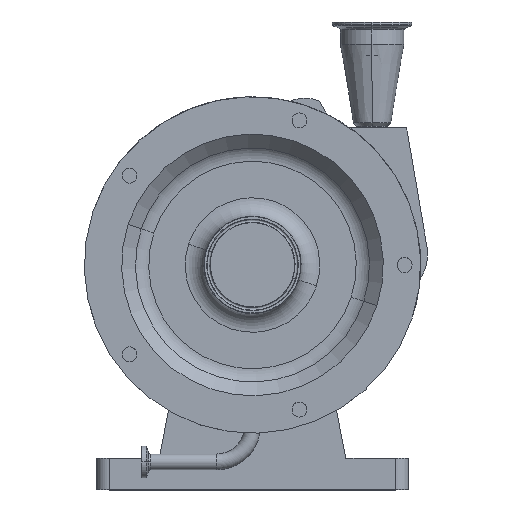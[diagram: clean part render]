
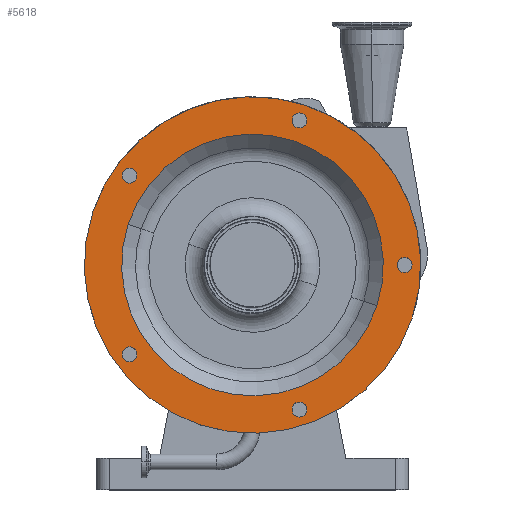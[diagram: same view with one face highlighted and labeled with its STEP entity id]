
A CAD part, top view. The second image highlights one B-rep face of the part: STEP entity #5618.
In plain terms, the highlighted planar face has unit normal (0, 0, 1).
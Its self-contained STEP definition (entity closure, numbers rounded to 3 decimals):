
#275 = CARTESIAN_POINT ( 'NONE',  ( 0., 0., 200. ) ) ;
#278 = AXIS2_PLACEMENT_3D ( 'NONE', #275, #298, #297 ) ;
#280 = CIRCLE ( 'NONE', #278, 135. ) ;
#297 = DIRECTION ( 'NONE',  ( 0.951, -0.309, 0. ) ) ;
#298 = DIRECTION ( 'NONE',  ( 0., 0., 1. ) ) ;
#921 = DIRECTION ( 'NONE',  ( 0., 0., 1. ) ) ;
#1286 = CARTESIAN_POINT ( 'NONE',  ( -98.7, 71.71, 200. ) ) ;
#1316 = CARTESIAN_POINT ( 'NONE',  ( -95.173, 76.564, 200. ) ) ;
#1334 = CARTESIAN_POINT ( 'NONE',  ( -102.227, -66.856, 200. ) ) ;
#1348 = DIRECTION ( 'NONE',  ( 0.588, 0.809, 0. ) ) ;
#1349 = DIRECTION ( 'NONE',  ( 0., 0., 1. ) ) ;
#1350 = AXIS2_PLACEMENT_3D ( 'NONE', #1286, #1349, #1348 ) ;
#1353 = CIRCLE ( 'NONE', #1350, 6. ) ;
#1356 = CARTESIAN_POINT ( 'NONE',  ( -102.227, 66.856, 200. ) ) ;
#1357 = CARTESIAN_POINT ( 'NONE',  ( 31.994, 117.883, 200. ) ) ;
#1415 = CARTESIAN_POINT ( 'NONE',  ( -99.861, 32.447, 200. ) ) ;
#1417 = DIRECTION ( 'NONE',  ( 0.951, -0.309, 0. ) ) ;
#1418 = DIRECTION ( 'NONE',  ( 0., 0., 1. ) ) ;
#1419 = CARTESIAN_POINT ( 'NONE',  ( 0., 0., 200. ) ) ;
#1422 = AXIS2_PLACEMENT_3D ( 'NONE', #1419, #1418, #1417 ) ;
#1423 = DIRECTION ( 'NONE',  ( 0.951, -0.309, 0. ) ) ;
#1424 = DIRECTION ( 'NONE',  ( 0., 0., 1. ) ) ;
#1425 = AXIS2_PLACEMENT_3D ( 'NONE', #1431, #1424, #1423 ) ;
#1426 = CIRCLE ( 'NONE', #1425, 6. ) ;
#1427 = CARTESIAN_POINT ( 'NONE',  ( 43.406, 114.175, 200. ) ) ;
#1431 = CARTESIAN_POINT ( 'NONE',  ( 37.7, 116.029, 200. ) ) ;
#1436 = CIRCLE ( 'NONE', #1422, 105. ) ;
#1437 = CARTESIAN_POINT ( 'NONE',  ( 99.861, -32.447, 200. ) ) ;
#1817 = DIRECTION ( 'NONE',  ( -0.588, 0.809, 0. ) ) ;
#1818 = DIRECTION ( 'NONE',  ( 0., 0., 1. ) ) ;
#1819 = AXIS2_PLACEMENT_3D ( 'NONE', #1822, #1818, #1817 ) ;
#1822 = CARTESIAN_POINT ( 'NONE',  ( -98.7, -71.71, 200. ) ) ;
#1828 = CIRCLE ( 'NONE', #1819, 6. ) ;
#1921 = CARTESIAN_POINT ( 'NONE',  ( -95.173, -76.564, 200. ) ) ;
#1926 = AXIS2_PLACEMENT_3D ( 'NONE', #1943, #921, #2285 ) ;
#1933 = CIRCLE ( 'NONE', #1926, 6. ) ;
#1943 = CARTESIAN_POINT ( 'NONE',  ( 122., 0., 200. ) ) ;
#2285 = DIRECTION ( 'NONE',  ( 0., -1., 0. ) ) ;
#2652 = CARTESIAN_POINT ( 'NONE',  ( 122., 6., 200. ) ) ;
#2724 = CARTESIAN_POINT ( 'NONE',  ( -128.393, 41.717, 200. ) ) ;
#3541 = CARTESIAN_POINT ( 'NONE',  ( 43.406, -114.175, 200. ) ) ;
#3653 = CARTESIAN_POINT ( 'NONE',  ( 122., -6., 200. ) ) ;
#4626 = CARTESIAN_POINT ( 'NONE',  ( 128.393, -41.717, 200. ) ) ;
#4666 = CIRCLE ( 'NONE', #4701, 135. ) ;
#4684 = DIRECTION ( 'NONE',  ( 0.951, -0.309, 0. ) ) ;
#4685 = DIRECTION ( 'NONE',  ( 0., 0., 1. ) ) ;
#4686 = CARTESIAN_POINT ( 'NONE',  ( 0., 0., 200. ) ) ;
#4701 = AXIS2_PLACEMENT_3D ( 'NONE', #4686, #4685, #4684 ) ;
#4860 = EDGE_CURVE ( 'NONE', #4882, #4883, #1353, .T. ) ;
#4863 = VERTEX_POINT ( 'NONE', #1334 ) ;
#4882 = VERTEX_POINT ( 'NONE', #1356 ) ;
#4883 = VERTEX_POINT ( 'NONE', #1316 ) ;
#4889 = VERTEX_POINT ( 'NONE', #1357 ) ;
#4903 = VERTEX_POINT ( 'NONE', #1437 ) ;
#4904 = EDGE_CURVE ( 'NONE', #4889, #4916, #1426, .T. ) ;
#4905 = EDGE_CURVE ( 'NONE', #4912, #4903, #1436, .T. ) ;
#4912 = VERTEX_POINT ( 'NONE', #1415 ) ;
#4916 = VERTEX_POINT ( 'NONE', #1427 ) ;
#4999 = VERTEX_POINT ( 'NONE', #1921 ) ;
#5029 = EDGE_CURVE ( 'NONE', #4999, #4863, #1828, .T. ) ;
#5181 = VERTEX_POINT ( 'NONE', #2724 ) ;
#5327 = VERTEX_POINT ( 'NONE', #2652 ) ;
#5359 = EDGE_CURVE ( 'NONE', #5327, #5376, #1933, .T. ) ;
#5376 = VERTEX_POINT ( 'NONE', #3653 ) ;
#5425 = VERTEX_POINT ( 'NONE', #3541 ) ;
#5528 = ORIENTED_EDGE ( 'NONE', *, *, #5679, .F. ) ;
#5535 = EDGE_CURVE ( 'NONE', #4883, #4882, #6326, .T. ) ;
#5539 = EDGE_LOOP ( 'NONE', ( #5528, #5643 ) ) ;
#5554 = EDGE_CURVE ( 'NONE', #4916, #4889, #6362, .T. ) ;
#5573 = EDGE_CURVE ( 'NONE', #4903, #4912, #6502, .T. ) ;
#5574 = EDGE_CURVE ( 'NONE', #4863, #4999, #6520, .T. ) ;
#5578 = EDGE_LOOP ( 'NONE', ( #5626, #8263 ) ) ;
#5601 = EDGE_CURVE ( 'NONE', #5629, #5425, #6468, .T. ) ;
#5618 = ADVANCED_FACE ( 'NONE', ( #6492, #6441, #6444, #6499, #6445, #6491, #6490 ), #6489, .F. ) ;
#5623 = ORIENTED_EDGE ( 'NONE', *, *, #5601, .F. ) ;
#5626 = ORIENTED_EDGE ( 'NONE', *, *, #5574, .F. ) ;
#5629 = VERTEX_POINT ( 'NONE', #6496 ) ;
#5633 = EDGE_LOOP ( 'NONE', ( #5623, #5667 ) ) ;
#5643 = ORIENTED_EDGE ( 'NONE', *, *, #5359, .F. ) ;
#5667 = ORIENTED_EDGE ( 'NONE', *, *, #5672, .F. ) ;
#5672 = EDGE_CURVE ( 'NONE', #5425, #5629, #6327, .T. ) ;
#5679 = EDGE_CURVE ( 'NONE', #5376, #5327, #6348, .T. ) ;
#5988 = VERTEX_POINT ( 'NONE', #4626 ) ;
#5994 = EDGE_CURVE ( 'NONE', #5988, #5181, #4666, .T. ) ;
#6322 = DIRECTION ( 'NONE',  ( 0.588, 0.809, 0. ) ) ;
#6323 = DIRECTION ( 'NONE',  ( 0., 0., 1. ) ) ;
#6324 = CARTESIAN_POINT ( 'NONE',  ( -98.7, 71.71, 200. ) ) ;
#6325 = AXIS2_PLACEMENT_3D ( 'NONE', #6324, #6323, #6322 ) ;
#6326 = CIRCLE ( 'NONE', #6325, 6. ) ;
#6327 = CIRCLE ( 'NONE', #6353, 6. ) ;
#6348 = CIRCLE ( 'NONE', #6553, 6. ) ;
#6349 = DIRECTION ( 'NONE',  ( -0.951, -0.309, 0. ) ) ;
#6350 = DIRECTION ( 'NONE',  ( 0., 0., 1. ) ) ;
#6352 = CARTESIAN_POINT ( 'NONE',  ( 37.7, -116.029, 200. ) ) ;
#6353 = AXIS2_PLACEMENT_3D ( 'NONE', #6352, #6350, #6349 ) ;
#6362 = CIRCLE ( 'NONE', #6518, 6. ) ;
#6367 = CARTESIAN_POINT ( 'NONE',  ( 37.7, 116.029, 200. ) ) ;
#6391 = DIRECTION ( 'NONE',  ( -0.588, 0.809, 0. ) ) ;
#6392 = DIRECTION ( 'NONE',  ( 0., 0., 1. ) ) ;
#6393 = CARTESIAN_POINT ( 'NONE',  ( -98.7, -71.71, 200. ) ) ;
#6395 = CARTESIAN_POINT ( 'NONE',  ( 37.7, -116.029, 200. ) ) ;
#6397 = DIRECTION ( 'NONE',  ( 0.951, -0.309, 0. ) ) ;
#6398 = DIRECTION ( 'NONE',  ( 0., 0., 1. ) ) ;
#6399 = AXIS2_PLACEMENT_3D ( 'NONE', #6505, #6398, #6397 ) ;
#6400 = AXIS2_PLACEMENT_3D ( 'NONE', #6393, #6392, #6391 ) ;
#6441 = FACE_BOUND ( 'NONE', #5633, .T. ) ;
#6444 = FACE_BOUND ( 'NONE', #5578, .T. ) ;
#6445 = FACE_BOUND ( 'NONE', #6896, .T. ) ;
#6448 = DIRECTION ( 'NONE',  ( -0.951, -0.309, 0. ) ) ;
#6449 = DIRECTION ( 'NONE',  ( 0., 0., 1. ) ) ;
#6455 = AXIS2_PLACEMENT_3D ( 'NONE', #6395, #6449, #6448 ) ;
#6468 = CIRCLE ( 'NONE', #6455, 6. ) ;
#6482 = DIRECTION ( 'NONE',  ( -0.951, 0.309, 0. ) ) ;
#6483 = DIRECTION ( 'NONE',  ( 0., 0., -1. ) ) ;
#6484 = CARTESIAN_POINT ( 'NONE',  ( 12.052, 37.091, 200. ) ) ;
#6485 = AXIS2_PLACEMENT_3D ( 'NONE', #6484, #6483, #6482 ) ;
#6489 = PLANE ( 'NONE',  #6485 ) ;
#6490 = FACE_BOUND ( 'NONE', #6878, .T. ) ;
#6491 = FACE_OUTER_BOUND ( 'NONE', #6882, .T. ) ;
#6492 = FACE_BOUND ( 'NONE', #5539, .T. ) ;
#6496 = CARTESIAN_POINT ( 'NONE',  ( 31.994, -117.883, 200. ) ) ;
#6499 = FACE_BOUND ( 'NONE', #8274, .T. ) ;
#6502 = CIRCLE ( 'NONE', #6399, 105. ) ;
#6505 = CARTESIAN_POINT ( 'NONE',  ( 0., 0., 200. ) ) ;
#6516 = DIRECTION ( 'NONE',  ( 0.951, -0.309, 0. ) ) ;
#6517 = DIRECTION ( 'NONE',  ( 0., 0., 1. ) ) ;
#6518 = AXIS2_PLACEMENT_3D ( 'NONE', #6367, #6517, #6516 ) ;
#6520 = CIRCLE ( 'NONE', #6400, 6. ) ;
#6545 = DIRECTION ( 'NONE',  ( 0., -1., 0. ) ) ;
#6546 = DIRECTION ( 'NONE',  ( 0., 0., 1. ) ) ;
#6547 = CARTESIAN_POINT ( 'NONE',  ( 122., 0., 200. ) ) ;
#6553 = AXIS2_PLACEMENT_3D ( 'NONE', #6547, #6546, #6545 ) ;
#6861 = ORIENTED_EDGE ( 'NONE', *, *, #5554, .F. ) ;
#6878 = EDGE_LOOP ( 'NONE', ( #6888, #6890 ) ) ;
#6882 = EDGE_LOOP ( 'NONE', ( #6889, #6895 ) ) ;
#6887 = ORIENTED_EDGE ( 'NONE', *, *, #4904, .F. ) ;
#6888 = ORIENTED_EDGE ( 'NONE', *, *, #5573, .F. ) ;
#6889 = ORIENTED_EDGE ( 'NONE', *, *, #5994, .T. ) ;
#6890 = ORIENTED_EDGE ( 'NONE', *, *, #4905, .F. ) ;
#6891 = EDGE_CURVE ( 'NONE', #5181, #5988, #280, .T. ) ;
#6895 = ORIENTED_EDGE ( 'NONE', *, *, #6891, .T. ) ;
#6896 = EDGE_LOOP ( 'NONE', ( #6861, #6887 ) ) ;
#8263 = ORIENTED_EDGE ( 'NONE', *, *, #5029, .F. ) ;
#8265 = ORIENTED_EDGE ( 'NONE', *, *, #4860, .F. ) ;
#8274 = EDGE_LOOP ( 'NONE', ( #8277, #8265 ) ) ;
#8277 = ORIENTED_EDGE ( 'NONE', *, *, #5535, .F. ) ;
